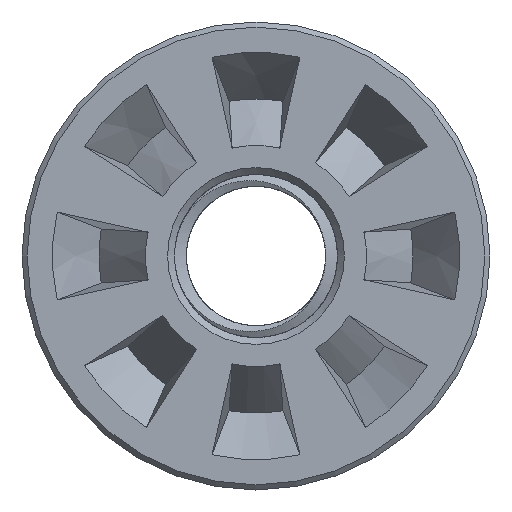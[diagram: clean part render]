
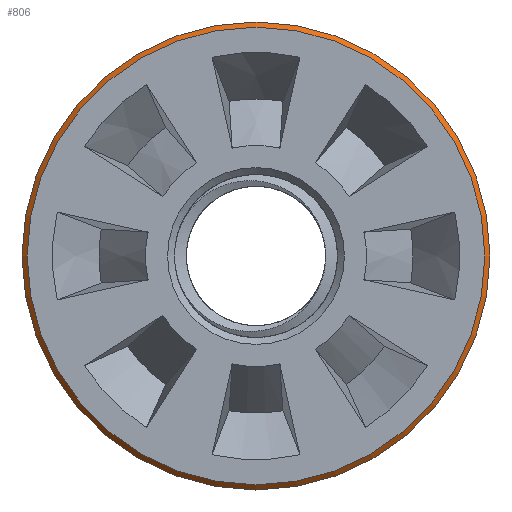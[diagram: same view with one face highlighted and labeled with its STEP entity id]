
A CAD part, front view. The second image highlights one B-rep face of the part: STEP entity #806.
In plain terms, the highlighted conical face has half-angle 45.25 degrees and reference radius 30.228 mm.
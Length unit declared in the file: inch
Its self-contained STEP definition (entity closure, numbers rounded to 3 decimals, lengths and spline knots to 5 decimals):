
#775=CARTESIAN_POINT('',(26.54872,0.,2.77707));
#776=VERTEX_POINT('',#775);
#777=CARTESIAN_POINT('',(25.34217,0.,2.77707));
#778=DIRECTION('',(0.0,0.0,-1.0));
#779=DIRECTION('',(-1.0,0.0,0.0));
#780=AXIS2_PLACEMENT_3D('',#777,#778,#779);
#781=CIRCLE('',#780,1.20655);
#782=EDGE_CURVE('',#776,#776,#781,.F.);
#787=CARTESIAN_POINT('',(25.34217,0.,2.79338));
#788=DIRECTION('',(0.0,0.,-1.0));
#789=DIRECTION('',(-1.0,0.0,0.0));
#790=AXIS2_PLACEMENT_3D('',#787,#788,#789);
#791=CONICAL_SURFACE('',#790,1.19009,45.25);
#792=ORIENTED_EDGE('',*,*,#782,.T.);
#793=EDGE_LOOP('',(#792));
#794=FACE_OUTER_BOUND('',#793,.T.);
#795=CARTESIAN_POINT('',(26.52217,0.,2.80338));
#796=VERTEX_POINT('',#795);
#797=CARTESIAN_POINT('',(25.34217,0.,2.80338));
#798=DIRECTION('',(0.0,0.0,-1.0));
#799=DIRECTION('',(-1.0,0.0,0.0));
#800=AXIS2_PLACEMENT_3D('',#797,#798,#799);
#801=CIRCLE('',#800,1.18);
#802=EDGE_CURVE('',#796,#796,#801,.T.);
#803=ORIENTED_EDGE('',*,*,#802,.T.);
#804=EDGE_LOOP('',(#803));
#805=FACE_BOUND('',#804,.T.);
#806=ADVANCED_FACE('',(#794,#805),#791,.T.);
